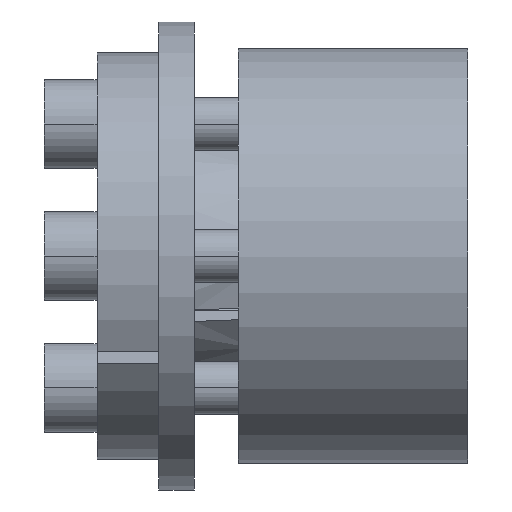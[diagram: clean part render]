
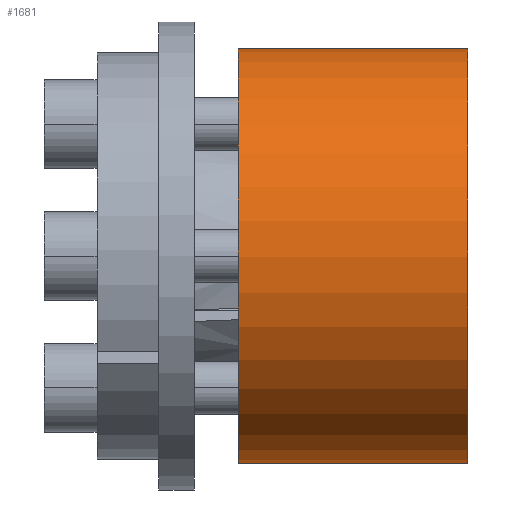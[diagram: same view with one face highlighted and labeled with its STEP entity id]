
A CAD part, front view. The second image highlights one B-rep face of the part: STEP entity #1681.
In plain terms, the highlighted cylindrical face has radius 23.5 mm (diameter 47 mm), a partial arc.
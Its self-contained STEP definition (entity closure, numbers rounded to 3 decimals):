
#1302=CARTESIAN_POINT('',(0.,0.,0.));
#1303=DIRECTION('',(-1.,0.,0.));
#1304=DIRECTION('',(0.,-0.882,-0.472));
#1305=AXIS2_PLACEMENT_3D('',#1302,#1303,#1304);
#1307=CARTESIAN_POINT('',(26.,0.,0.));
#1308=DIRECTION('',(1.,0.,0.));
#1309=DIRECTION('',(0.,-0.85,-0.527));
#1310=AXIS2_PLACEMENT_3D('',#1307,#1308,#1309);
#1312=DIRECTION('',(1.,0.,0.));
#1313=VECTOR('',#1312,26.);
#1314=CARTESIAN_POINT('',(0.,-19.966,-12.394));
#1315=LINE('',#1314,#1313);
#1340=DIRECTION('',(1.,0.,0.));
#1341=VECTOR('',#1340,26.);
#1342=CARTESIAN_POINT('',(0.,-20.716,-11.094));
#1343=LINE('',#1342,#1341);
#1376=CARTESIAN_POINT('',(0.,-20.716,-11.094));
#1377=CARTESIAN_POINT('',(0.,-19.966,-12.394));
#1378=VERTEX_POINT('',#1376);
#1379=VERTEX_POINT('',#1377);
#1388=CARTESIAN_POINT('',(26.,-19.966,-12.394));
#1389=VERTEX_POINT('',#1388);
#1390=CARTESIAN_POINT('',(26.,-20.716,-11.094));
#1391=VERTEX_POINT('',#1390);
#1668=CARTESIAN_POINT('',(-1.3,0.,0.));
#1669=DIRECTION('',(1.,0.,0.));
#1670=DIRECTION('',(0.,1.,0.));
#1671=AXIS2_PLACEMENT_3D('',#1668,#1669,#1670);
#1672=CYLINDRICAL_SURFACE('',#1671,23.5);
#1673=ORIENTED_EDGE('',*,*,#1480,.T.);
#1675=ORIENTED_EDGE('',*,*,#1674,.T.);
#1676=ORIENTED_EDGE('',*,*,#1417,.T.);
#1678=ORIENTED_EDGE('',*,*,#1677,.F.);
#1679=EDGE_LOOP('',(#1673,#1675,#1676,#1678));
#1680=FACE_OUTER_BOUND('',#1679,.F.);
#1681=ADVANCED_FACE('',(#1680),#1672,.T.);
#1306=CIRCLE('',#1305,23.5);
#1311=CIRCLE('',#1310,23.5);
#1417=EDGE_CURVE('',#1389,#1391,#1311,.T.);
#1480=EDGE_CURVE('',#1378,#1379,#1306,.T.);
#1674=EDGE_CURVE('',#1379,#1389,#1315,.T.);
#1677=EDGE_CURVE('',#1378,#1391,#1343,.T.);
